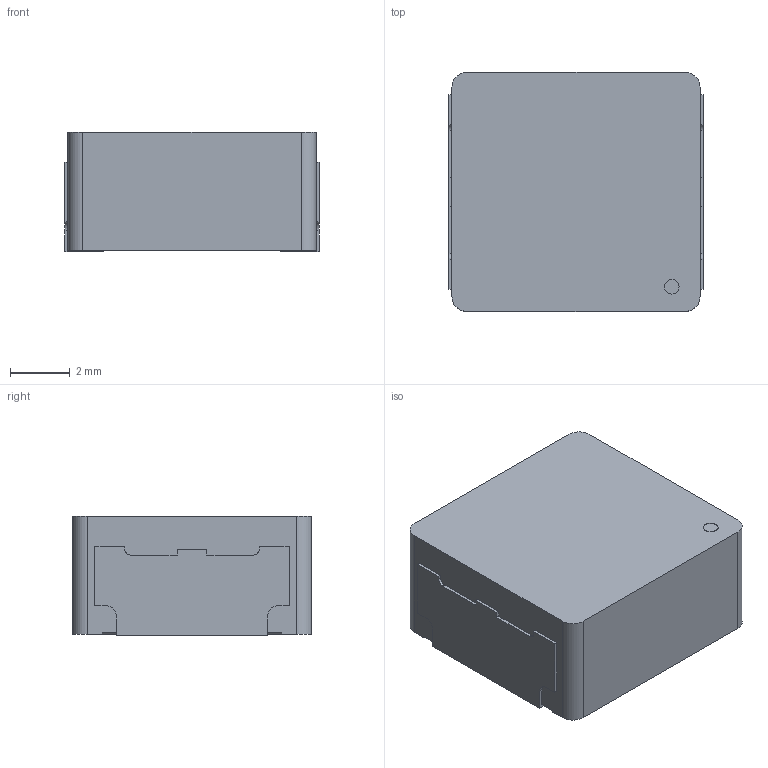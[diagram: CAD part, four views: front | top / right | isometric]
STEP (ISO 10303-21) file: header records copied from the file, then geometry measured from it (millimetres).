
FILE_DESCRIPTION (( 'STEP AP214' ), '1' );
FILE_NAME ('IND-SMD_L8.5-W8.0_PCC-M0854M.step', '2022-07-09T00:59:24', ( '' ), ( '' ), 'SwSTEP 2.0', 'SolidWorks 2020', '' );
FILE_SCHEMA (( 'AUTOMOTIVE_DESIGN' ));
Length unit declared in the file: millimetre
Products named in the file (1): IND-SMD_L8.5-W8.0_PCC-M0854M
Bounding box: 8.5 x 8 x 4 mm (x, y, z)
Volume: 264.9 mm3; surface area: 354.4 mm2
Topology: 3 solids, 3 shells, 352 faces, 957 edges, 638 vertices
Faces by surface type: plane 226, bspline 112, cylinder 14
Entity records: 16125 total; most frequent: CARTESIAN_POINT 4052, ORIENTED_EDGE 1914, DIRECTION 1239, EDGE_CURVE 957, LINE 701, VECTOR 701, VERTEX_POINT 638, EDGE_LOOP 379
